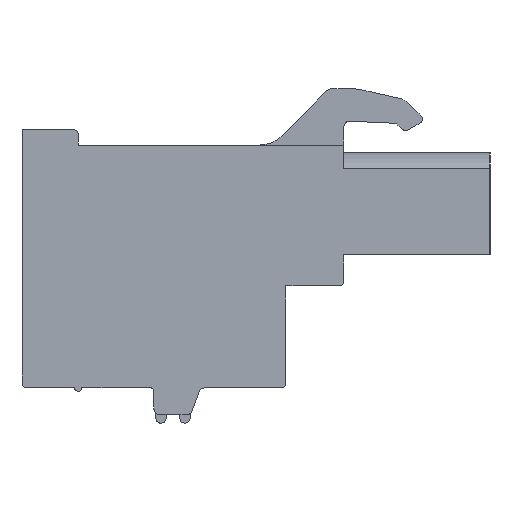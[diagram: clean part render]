
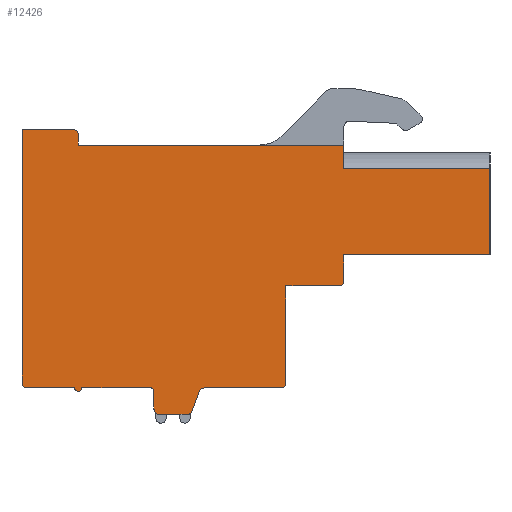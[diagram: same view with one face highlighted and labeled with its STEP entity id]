
A CAD part, left-side view. The second image highlights one B-rep face of the part: STEP entity #12426.
In plain terms, the highlighted planar face has unit normal (-1, 0, 0).
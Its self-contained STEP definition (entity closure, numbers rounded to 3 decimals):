
#1=CARTESIAN_POINT('',(0.,-5.36,-0.74));
#2=DIRECTION('',(-1.,0.,0.));
#3=DIRECTION('',(0.,0.,-1.));
#4=AXIS2_PLACEMENT_3D('',#1,#2,#3);
#6=CARTESIAN_POINT('',(0.,-2.06,-6.54));
#7=DIRECTION('',(1.,0.,0.));
#8=DIRECTION('',(0.,-1.,0.));
#9=AXIS2_PLACEMENT_3D('',#6,#7,#8);
#11=DIRECTION('',(0.,1.,0.));
#12=VECTOR('',#11,4.34);
#13=CARTESIAN_POINT('',(0.,-2.06,-6.84));
#14=LINE('',#13,#12);
#15=CARTESIAN_POINT('',(0.,2.28,-7.14));
#16=DIRECTION('',(-1.,0.,0.));
#17=DIRECTION('',(0.,0.,1.));
#18=AXIS2_PLACEMENT_3D('',#15,#16,#17);
#20=DIRECTION('',(0.,0.345,-0.939));
#21=VECTOR('',#20,1.179);
#22=CARTESIAN_POINT('',(0.,2.562,-7.037));
#23=LINE('',#22,#21);
#24=CARTESIAN_POINT('',(0.,3.25,-8.04));
#25=DIRECTION('',(1.,0.,0.));
#26=DIRECTION('',(0.,-0.939,-0.345));
#27=AXIS2_PLACEMENT_3D('',#24,#25,#26);
#29=DIRECTION('',(0.,1.,0.));
#30=VECTOR('',#29,1.59);
#31=CARTESIAN_POINT('',(0.,3.25,-8.34));
#32=LINE('',#31,#30);
#33=CARTESIAN_POINT('',(0.,4.84,-8.04));
#34=DIRECTION('',(1.,0.,0.));
#35=DIRECTION('',(0.,0.,-1.));
#36=AXIS2_PLACEMENT_3D('',#33,#34,#35);
#38=DIRECTION('',(0.,0.,1.));
#39=VECTOR('',#38,1.);
#40=CARTESIAN_POINT('',(0.,5.14,-8.04));
#41=LINE('',#40,#39);
#42=CARTESIAN_POINT('',(0.,5.34,-7.04));
#43=DIRECTION('',(-1.,0.,0.));
#44=DIRECTION('',(0.,-1.,0.));
#45=AXIS2_PLACEMENT_3D('',#42,#43,#44);
#47=DIRECTION('',(0.,1.,0.));
#48=VECTOR('',#47,3.9);
#49=CARTESIAN_POINT('',(0.,5.34,-6.84));
#50=LINE('',#49,#48);
#51=CARTESIAN_POINT('',(0.,9.44,-6.84));
#52=DIRECTION('',(1.,0.,0.));
#53=DIRECTION('',(0.,-1.,0.));
#54=AXIS2_PLACEMENT_3D('',#51,#52,#53);
#56=DIRECTION('',(0.,1.,0.));
#57=VECTOR('',#56,2.7);
#58=CARTESIAN_POINT('',(0.,9.64,-6.84));
#59=LINE('',#58,#57);
#60=CARTESIAN_POINT('',(0.,12.34,-6.54));
#61=DIRECTION('',(1.,0.,0.));
#62=DIRECTION('',(0.,0.,-1.));
#63=AXIS2_PLACEMENT_3D('',#60,#61,#62);
#65=DIRECTION('',(0.,0.,1.));
#66=VECTOR('',#65,0.5);
#67=CARTESIAN_POINT('',(0.,12.64,-6.54));
#68=LINE('',#67,#66);
#69=DIRECTION('',(0.,0.,1.));
#70=VECTOR('',#69,13.9);
#71=CARTESIAN_POINT('',(0.,12.64,-6.04));
#72=LINE('',#71,#70);
#73=DIRECTION('',(0.,-1.,0.));
#74=VECTOR('',#73,2.9);
#75=CARTESIAN_POINT('',(0.,12.64,7.86));
#76=LINE('',#75,#74);
#77=CARTESIAN_POINT('',(0.,9.74,7.56));
#78=DIRECTION('',(1.,0.,0.));
#79=DIRECTION('',(0.,0.,1.));
#80=AXIS2_PLACEMENT_3D('',#77,#78,#79);
#82=DIRECTION('',(0.,0.,-1.));
#83=VECTOR('',#82,0.6);
#84=CARTESIAN_POINT('',(0.,9.44,7.56));
#85=LINE('',#84,#83);
#86=DIRECTION('',(0.,-1.,0.));
#87=VECTOR('',#86,15.1);
#88=CARTESIAN_POINT('',(0.,9.44,6.96));
#89=LINE('',#88,#87);
#90=DIRECTION('',(0.,1.,0.));
#91=VECTOR('',#90,8.3);
#92=CARTESIAN_POINT('',(0.,-13.96,5.635));
#93=LINE('',#92,#91);
#94=DIRECTION('',(0.,1.,0.));
#95=VECTOR('',#94,8.3);
#96=CARTESIAN_POINT('',(0.,-13.96,0.73));
#97=LINE('',#96,#95);
#98=DIRECTION('',(0.,0.,-1.));
#99=VECTOR('',#98,1.47);
#100=CARTESIAN_POINT('',(0.,-5.66,0.73));
#101=LINE('',#100,#99);
#1026=DIRECTION('',(0.,0.,1.));
#1027=VECTOR('',#1026,4.905);
#1028=CARTESIAN_POINT('',(0.,-13.96,0.73));
#1029=LINE('',#1028,#1027);
#1641=DIRECTION('',(0.,0.,1.));
#1642=VECTOR('',#1641,1.325);
#1643=CARTESIAN_POINT('',(0.,-5.66,5.635));
#1644=LINE('',#1643,#1642);
#5071=DIRECTION('',(0.,0.,1.));
#5072=VECTOR('',#5071,5.5);
#5073=CARTESIAN_POINT('',(0.,-2.36,-6.54));
#5074=LINE('',#5073,#5072);
#5079=DIRECTION('',(0.,-1.,0.));
#5080=VECTOR('',#5079,3.);
#5081=CARTESIAN_POINT('',(0.,-2.36,-1.04));
#5082=LINE('',#5081,#5080);
#9417=CARTESIAN_POINT('',(0.,12.34,-6.84));
#9418=CARTESIAN_POINT('',(0.,12.64,-6.54));
#9419=VERTEX_POINT('',#9417);
#9420=VERTEX_POINT('',#9418);
#9421=CARTESIAN_POINT('',(0.,12.64,-6.04));
#9422=VERTEX_POINT('',#9421);
#9423=CARTESIAN_POINT('',(0.,12.64,7.86));
#9424=VERTEX_POINT('',#9423);
#9425=CARTESIAN_POINT('',(0.,9.74,7.86));
#9426=VERTEX_POINT('',#9425);
#9427=CARTESIAN_POINT('',(0.,9.44,7.56));
#9428=VERTEX_POINT('',#9427);
#9429=CARTESIAN_POINT('',(0.,9.44,6.96));
#9430=VERTEX_POINT('',#9429);
#9431=CARTESIAN_POINT('',(0.,-5.66,6.96));
#9432=VERTEX_POINT('',#9431);
#9433=CARTESIAN_POINT('',(0.,-13.96,0.73));
#9434=CARTESIAN_POINT('',(0.,-5.66,0.73));
#9435=VERTEX_POINT('',#9433);
#9436=VERTEX_POINT('',#9434);
#9437=CARTESIAN_POINT('',(0.,-2.36,-6.54));
#9438=CARTESIAN_POINT('',(0.,-2.06,-6.84));
#9439=VERTEX_POINT('',#9437);
#9440=VERTEX_POINT('',#9438);
#9441=CARTESIAN_POINT('',(0.,2.28,-6.84));
#9442=VERTEX_POINT('',#9441);
#9443=CARTESIAN_POINT('',(0.,2.562,-7.037));
#9444=VERTEX_POINT('',#9443);
#9445=CARTESIAN_POINT('',(0.,2.968,-8.143));
#9446=VERTEX_POINT('',#9445);
#9447=CARTESIAN_POINT('',(0.,3.25,-8.34));
#9448=VERTEX_POINT('',#9447);
#9449=CARTESIAN_POINT('',(0.,4.84,-8.34));
#9450=VERTEX_POINT('',#9449);
#9451=CARTESIAN_POINT('',(0.,5.14,-8.04));
#9452=VERTEX_POINT('',#9451);
#9453=CARTESIAN_POINT('',(0.,5.14,-7.04));
#9454=VERTEX_POINT('',#9453);
#9455=CARTESIAN_POINT('',(0.,5.34,-6.84));
#9456=VERTEX_POINT('',#9455);
#9457=CARTESIAN_POINT('',(0.,9.24,-6.84));
#9458=VERTEX_POINT('',#9457);
#9459=CARTESIAN_POINT('',(0.,9.64,-6.84));
#9460=VERTEX_POINT('',#9459);
#9753=CARTESIAN_POINT('',(0.,-13.96,5.635));
#9754=CARTESIAN_POINT('',(0.,-5.66,5.635));
#9755=VERTEX_POINT('',#9753);
#9756=VERTEX_POINT('',#9754);
#12217=CARTESIAN_POINT('',(0.,-5.36,-1.04));
#12218=CARTESIAN_POINT('',(0.,-5.66,-0.74));
#12219=VERTEX_POINT('',#12217);
#12220=VERTEX_POINT('',#12218);
#12221=CARTESIAN_POINT('',(0.,-2.36,-1.04));
#12222=VERTEX_POINT('',#12221);
#12365=CARTESIAN_POINT('',(0.,0.,0.));
#12366=DIRECTION('',(1.,0.,0.));
#12367=DIRECTION('',(0.,-1.,0.));
#12368=AXIS2_PLACEMENT_3D('',#12365,#12366,#12367);
#12369=PLANE('',#12368);
#12371=ORIENTED_EDGE('',*,*,#12370,.F.);
#12373=ORIENTED_EDGE('',*,*,#12372,.F.);
#12375=ORIENTED_EDGE('',*,*,#12374,.F.);
#12377=ORIENTED_EDGE('',*,*,#12376,.T.);
#12379=ORIENTED_EDGE('',*,*,#12378,.T.);
#12381=ORIENTED_EDGE('',*,*,#12380,.T.);
#12383=ORIENTED_EDGE('',*,*,#12382,.T.);
#12385=ORIENTED_EDGE('',*,*,#12384,.T.);
#12387=ORIENTED_EDGE('',*,*,#12386,.T.);
#12389=ORIENTED_EDGE('',*,*,#12388,.T.);
#12391=ORIENTED_EDGE('',*,*,#12390,.T.);
#12393=ORIENTED_EDGE('',*,*,#12392,.T.);
#12395=ORIENTED_EDGE('',*,*,#12394,.T.);
#12397=ORIENTED_EDGE('',*,*,#12396,.T.);
#12399=ORIENTED_EDGE('',*,*,#12398,.T.);
#12401=ORIENTED_EDGE('',*,*,#12400,.T.);
#12403=ORIENTED_EDGE('',*,*,#12402,.T.);
#12405=ORIENTED_EDGE('',*,*,#12404,.T.);
#12407=ORIENTED_EDGE('',*,*,#12406,.T.);
#12409=ORIENTED_EDGE('',*,*,#12408,.T.);
#12411=ORIENTED_EDGE('',*,*,#12410,.T.);
#12413=ORIENTED_EDGE('',*,*,#12412,.T.);
#12415=ORIENTED_EDGE('',*,*,#12414,.F.);
#12417=ORIENTED_EDGE('',*,*,#12416,.F.);
#12419=ORIENTED_EDGE('',*,*,#12418,.F.);
#12421=ORIENTED_EDGE('',*,*,#12420,.T.);
#12423=ORIENTED_EDGE('',*,*,#12422,.T.);
#12424=EDGE_LOOP('',(#12371,#12373,#12375,#12377,#12379,#12381,#12383,#12385,
#12387,#12389,#12391,#12393,#12395,#12397,#12399,#12401,#12403,#12405,#12407,
#12409,#12411,#12413,#12415,#12417,#12419,#12421,#12423));
#12425=FACE_OUTER_BOUND('',#12424,.F.);
#12426=ADVANCED_FACE('',(#12425),#12369,.F.);
#5=CIRCLE('',#4,0.3);
#10=CIRCLE('',#9,0.3);
#19=CIRCLE('',#18,0.3);
#28=CIRCLE('',#27,0.3);
#37=CIRCLE('',#36,0.3);
#46=CIRCLE('',#45,0.2);
#55=CIRCLE('',#54,0.2);
#64=CIRCLE('',#63,0.3);
#81=CIRCLE('',#80,0.3);
#12370=EDGE_CURVE('',#12219,#12220,#5,.T.);
#12372=EDGE_CURVE('',#12222,#12219,#5082,.T.);
#12374=EDGE_CURVE('',#9439,#12222,#5074,.T.);
#12376=EDGE_CURVE('',#9439,#9440,#10,.T.);
#12378=EDGE_CURVE('',#9440,#9442,#14,.T.);
#12380=EDGE_CURVE('',#9442,#9444,#19,.T.);
#12382=EDGE_CURVE('',#9444,#9446,#23,.T.);
#12384=EDGE_CURVE('',#9446,#9448,#28,.T.);
#12386=EDGE_CURVE('',#9448,#9450,#32,.T.);
#12388=EDGE_CURVE('',#9450,#9452,#37,.T.);
#12390=EDGE_CURVE('',#9452,#9454,#41,.T.);
#12392=EDGE_CURVE('',#9454,#9456,#46,.T.);
#12394=EDGE_CURVE('',#9456,#9458,#50,.T.);
#12396=EDGE_CURVE('',#9458,#9460,#55,.T.);
#12398=EDGE_CURVE('',#9460,#9419,#59,.T.);
#12400=EDGE_CURVE('',#9419,#9420,#64,.T.);
#12402=EDGE_CURVE('',#9420,#9422,#68,.T.);
#12404=EDGE_CURVE('',#9422,#9424,#72,.T.);
#12406=EDGE_CURVE('',#9424,#9426,#76,.T.);
#12408=EDGE_CURVE('',#9426,#9428,#81,.T.);
#12410=EDGE_CURVE('',#9428,#9430,#85,.T.);
#12412=EDGE_CURVE('',#9430,#9432,#89,.T.);
#12414=EDGE_CURVE('',#9756,#9432,#1644,.T.);
#12416=EDGE_CURVE('',#9755,#9756,#93,.T.);
#12418=EDGE_CURVE('',#9435,#9755,#1029,.T.);
#12420=EDGE_CURVE('',#9435,#9436,#97,.T.);
#12422=EDGE_CURVE('',#9436,#12220,#101,.T.);
